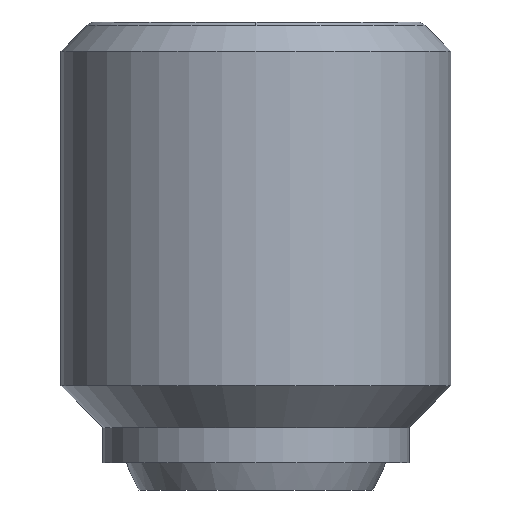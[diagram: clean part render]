
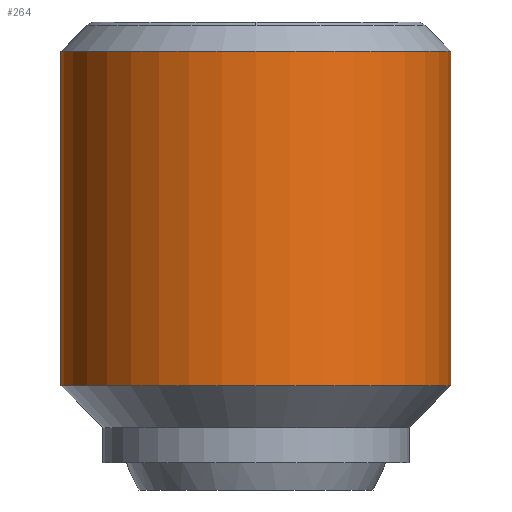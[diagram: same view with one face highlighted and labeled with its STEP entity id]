
A CAD part, front view. The second image highlights one B-rep face of the part: STEP entity #264.
In plain terms, the highlighted cylindrical face has radius 5 mm (diameter 10 mm), a partial arc.
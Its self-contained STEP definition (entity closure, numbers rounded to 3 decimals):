
#184=VERTEX_POINT('',#416);
#214=EDGE_CURVE('',#184,#304,#450,.T.);
#246=EDGE_CURVE('',#184,#268,#487,.T.);
#248=EDGE_CURVE('',#318,#304,#489,.T.);
#264=ADVANCED_FACE('',(#505),#506,.T.);
#268=VERTEX_POINT('',#510);
#304=VERTEX_POINT('',#551);
#318=VERTEX_POINT('',#566);
#332=EDGE_CURVE('',#268,#318,#581,.T.);
#416=CARTESIAN_POINT('',(-5.,0.,-9.325));
#450=CIRCLE('',#734,5.0);
#487=LINE('',#795,#796);
#489=LINE('',#799,#800);
#505=FACE_OUTER_BOUND('',#818,.T.);
#506=CYLINDRICAL_SURFACE('',#819,5.0);
#510=CARTESIAN_POINT('',(-5.,0.,-0.75));
#551=CARTESIAN_POINT('',(5.,0.,-9.325));
#566=CARTESIAN_POINT('',(5.,0.,-0.75));
#581=CIRCLE('',#941,5.0);
#734=AXIS2_PLACEMENT_3D('',#1075,#1076,#1077);
#795=CARTESIAN_POINT('',(-5.,0.,-5.038));
#796=VECTOR('',#1126,1.0);
#799=CARTESIAN_POINT('',(5.,0.,-5.038));
#800=VECTOR('',#1127,1.0);
#818=EDGE_LOOP('',(#1134,#1135,#1136,#1137));
#819=AXIS2_PLACEMENT_3D('',#1138,#1139,#1140);
#941=AXIS2_PLACEMENT_3D('',#1216,#1217,#1218);
#1075=CARTESIAN_POINT('',(0.,0.,-9.325));
#1076=DIRECTION('',(0.0,0.0,1.0));
#1077=DIRECTION('',(-1.0,0.,0.0));
#1126=DIRECTION('',(0.0,0.0,1.0));
#1127=DIRECTION('',(-0.0,-0.0,-1.0));
#1134=ORIENTED_EDGE('',*,*,#246,.F.);
#1135=ORIENTED_EDGE('',*,*,#214,.T.);
#1136=ORIENTED_EDGE('',*,*,#248,.F.);
#1137=ORIENTED_EDGE('',*,*,#332,.F.);
#1138=CARTESIAN_POINT('',(0.,0.,-5.038));
#1139=DIRECTION('',(-0.0,-0.0,-1.0));
#1140=DIRECTION('',(-1.0,0.,0.0));
#1216=CARTESIAN_POINT('',(0.,0.,-0.75));
#1217=DIRECTION('',(0.0,0.0,1.0));
#1218=DIRECTION('',(-1.0,0.,0.0));
